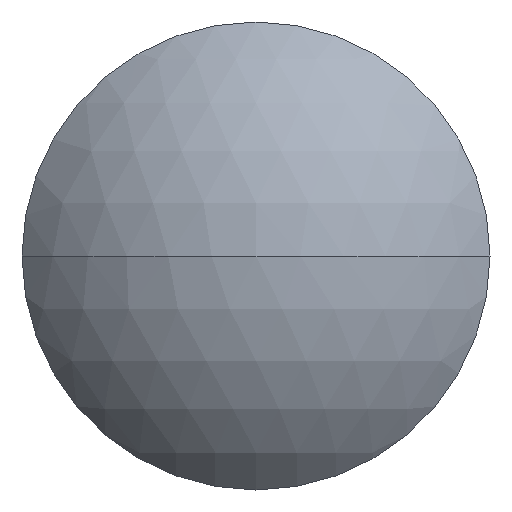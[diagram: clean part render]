
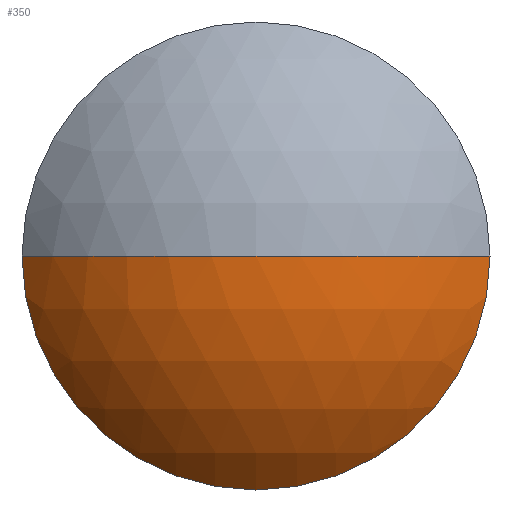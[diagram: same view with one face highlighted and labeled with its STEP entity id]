
A CAD part, left-side view. The second image highlights one B-rep face of the part: STEP entity #350.
In plain terms, the highlighted spherical face has radius 27.472 mm.
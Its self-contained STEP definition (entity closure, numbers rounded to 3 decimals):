
#9 = DIRECTION ( 'NONE',  ( 0., 0., 1. ) ) ;
#25 = EDGE_LOOP ( 'NONE', ( #196, #549, #425, #149 ) ) ;
#39 = AXIS2_PLACEMENT_3D ( 'NONE', #182, #371, #41 ) ;
#41 = DIRECTION ( 'NONE',  ( 1., 0., 0. ) ) ;
#69 = EDGE_CURVE ( 'NONE', #382, #225, #561, .T. ) ;
#144 = CARTESIAN_POINT ( 'NONE',  ( 14.972, 0., 0. ) ) ;
#149 = ORIENTED_EDGE ( 'NONE', *, *, #308, .F. ) ;
#182 = CARTESIAN_POINT ( 'NONE',  ( 14.972, 0., 0. ) ) ;
#195 = CARTESIAN_POINT ( 'NONE',  ( -2.5, 21.2, 0. ) ) ;
#196 = ORIENTED_EDGE ( 'NONE', *, *, #69, .T. ) ;
#205 = DIRECTION ( 'NONE',  ( 0., 1., 0. ) ) ;
#225 = VERTEX_POINT ( 'NONE', #456 ) ;
#240 = AXIS2_PLACEMENT_3D ( 'NONE', #256, #536, #205 ) ;
#255 = DIRECTION ( 'NONE',  ( -1., 0., 0. ) ) ;
#256 = CARTESIAN_POINT ( 'NONE',  ( 14.972, 0., 0. ) ) ;
#298 = CIRCLE ( 'NONE', #402, 21.2 ) ;
#302 = CARTESIAN_POINT ( 'NONE',  ( -2.5, 0., 0. ) ) ;
#308 = EDGE_CURVE ( 'NONE', #382, #369, #580, .T. ) ;
#315 = FACE_OUTER_BOUND ( 'NONE', #25, .T. ) ;
#350 = ADVANCED_FACE ( 'NONE', ( #315 ), #476, .T. ) ;
#353 = CARTESIAN_POINT ( 'NONE',  ( -2.5, -21.2, 0. ) ) ;
#367 = AXIS2_PLACEMENT_3D ( 'NONE', #302, #255, #437 ) ;
#369 = VERTEX_POINT ( 'NONE', #566 ) ;
#371 = DIRECTION ( 'NONE',  ( 0., 0., 1. ) ) ;
#377 = CARTESIAN_POINT ( 'NONE',  ( -2.5, 0., 0. ) ) ;
#382 = VERTEX_POINT ( 'NONE', #195 ) ;
#402 = AXIS2_PLACEMENT_3D ( 'NONE', #377, #429, #9 ) ;
#419 = DIRECTION ( 'NONE',  ( 0., 0., -1. ) ) ;
#425 = ORIENTED_EDGE ( 'NONE', *, *, #576, .T. ) ;
#429 = DIRECTION ( 'NONE',  ( -1., 0., 0. ) ) ;
#437 = DIRECTION ( 'NONE',  ( 0., 0., 1. ) ) ;
#456 = CARTESIAN_POINT ( 'NONE',  ( -2.5, 0., -21.2 ) ) ;
#464 = AXIS2_PLACEMENT_3D ( 'NONE', #144, #419, #517 ) ;
#476 = SPHERICAL_SURFACE ( 'NONE', #464, 27.472 ) ;
#479 = EDGE_CURVE ( 'NONE', #225, #567, #298, .T. ) ;
#517 = DIRECTION ( 'NONE',  ( 0., 1., 0. ) ) ;
#523 = CIRCLE ( 'NONE', #240, 27.472 ) ;
#536 = DIRECTION ( 'NONE',  ( 0., 0., -1. ) ) ;
#549 = ORIENTED_EDGE ( 'NONE', *, *, #479, .T. ) ;
#561 = CIRCLE ( 'NONE', #367, 21.2 ) ;
#566 = CARTESIAN_POINT ( 'NONE',  ( -12.5, 0., 0. ) ) ;
#567 = VERTEX_POINT ( 'NONE', #353 ) ;
#576 = EDGE_CURVE ( 'NONE', #567, #369, #523, .T. ) ;
#580 = CIRCLE ( 'NONE', #39, 27.472 ) ;
